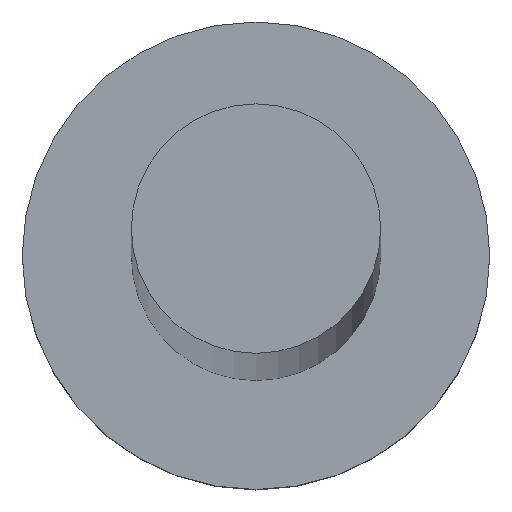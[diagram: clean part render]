
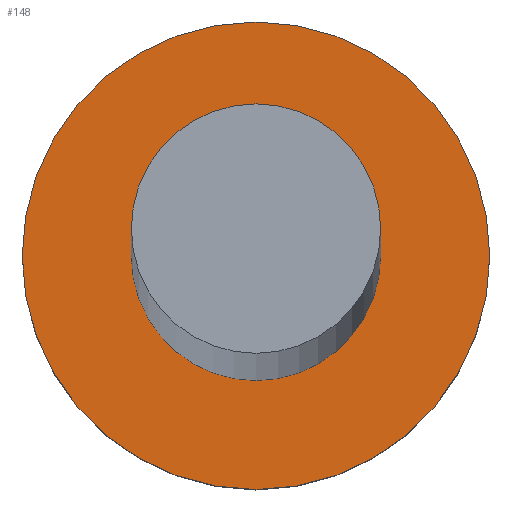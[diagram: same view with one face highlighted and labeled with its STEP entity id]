
A CAD part, top view. The second image highlights one B-rep face of the part: STEP entity #148.
In plain terms, the highlighted planar face has unit normal (0, 0, 1).
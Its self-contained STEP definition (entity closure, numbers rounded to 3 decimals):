
#5 = EDGE_CURVE ( 'NONE', #178, #154, #242, .T. ) ;
#19 = AXIS2_PLACEMENT_3D ( 'NONE', #225, #150, #30 ) ;
#23 = CIRCLE ( 'NONE', #205, 1.6 ) ;
#26 = DIRECTION ( 'NONE',  ( 0., 0., 1. ) ) ;
#30 = DIRECTION ( 'NONE',  ( 1., 0., 0. ) ) ;
#31 = CIRCLE ( 'NONE', #180, 1.6 ) ;
#35 = VERTEX_POINT ( 'NONE', #208 ) ;
#37 = DIRECTION ( 'NONE',  ( 0., 0., 1. ) ) ;
#44 = CARTESIAN_POINT ( 'NONE',  ( 0., 0., 3. ) ) ;
#52 = CARTESIAN_POINT ( 'NONE',  ( -3., 0., 3. ) ) ;
#54 = DIRECTION ( 'NONE',  ( 1., 0., 0. ) ) ;
#56 = FACE_OUTER_BOUND ( 'NONE', #109, .T. ) ;
#58 = DIRECTION ( 'NONE',  ( 0., 0., 1. ) ) ;
#61 = DIRECTION ( 'NONE',  ( 1., 0., 0. ) ) ;
#73 = CARTESIAN_POINT ( 'NONE',  ( -1.6, 0., 3. ) ) ;
#83 = AXIS2_PLACEMENT_3D ( 'NONE', #170, #189, #54 ) ;
#90 = EDGE_CURVE ( 'NONE', #154, #178, #192, .T. ) ;
#93 = ORIENTED_EDGE ( 'NONE', *, *, #128, .F. ) ;
#104 = DIRECTION ( 'NONE',  ( 1., 0., 0. ) ) ;
#109 = EDGE_LOOP ( 'NONE', ( #235, #214 ) ) ;
#128 = EDGE_CURVE ( 'NONE', #35, #177, #23, .T. ) ;
#139 = DIRECTION ( 'NONE',  ( 1., 0., 0. ) ) ;
#145 = AXIS2_PLACEMENT_3D ( 'NONE', #174, #58, #61 ) ;
#148 = ADVANCED_FACE ( 'NONE', ( #230, #56 ), #171, .T. ) ;
#150 = DIRECTION ( 'NONE',  ( 0., 0., 1. ) ) ;
#154 = VERTEX_POINT ( 'NONE', #52 ) ;
#157 = ORIENTED_EDGE ( 'NONE', *, *, #219, .F. ) ;
#170 = CARTESIAN_POINT ( 'NONE',  ( 0., 0., 3. ) ) ;
#171 = PLANE ( 'NONE',  #19 ) ;
#174 = CARTESIAN_POINT ( 'NONE',  ( 0., 0., 3. ) ) ;
#177 = VERTEX_POINT ( 'NONE', #73 ) ;
#178 = VERTEX_POINT ( 'NONE', #248 ) ;
#180 = AXIS2_PLACEMENT_3D ( 'NONE', #44, #37, #139 ) ;
#189 = DIRECTION ( 'NONE',  ( 0., 0., 1. ) ) ;
#192 = CIRCLE ( 'NONE', #83, 3. ) ;
#205 = AXIS2_PLACEMENT_3D ( 'NONE', #227, #26, #104 ) ;
#208 = CARTESIAN_POINT ( 'NONE',  ( 1.6, 0., 3. ) ) ;
#214 = ORIENTED_EDGE ( 'NONE', *, *, #5, .T. ) ;
#216 = EDGE_LOOP ( 'NONE', ( #157, #93 ) ) ;
#219 = EDGE_CURVE ( 'NONE', #177, #35, #31, .T. ) ;
#225 = CARTESIAN_POINT ( 'NONE',  ( 0., 0., 3. ) ) ;
#227 = CARTESIAN_POINT ( 'NONE',  ( 0., 0., 3. ) ) ;
#230 = FACE_BOUND ( 'NONE', #216, .T. ) ;
#235 = ORIENTED_EDGE ( 'NONE', *, *, #90, .T. ) ;
#242 = CIRCLE ( 'NONE', #145, 3. ) ;
#248 = CARTESIAN_POINT ( 'NONE',  ( 3., 0., 3. ) ) ;
